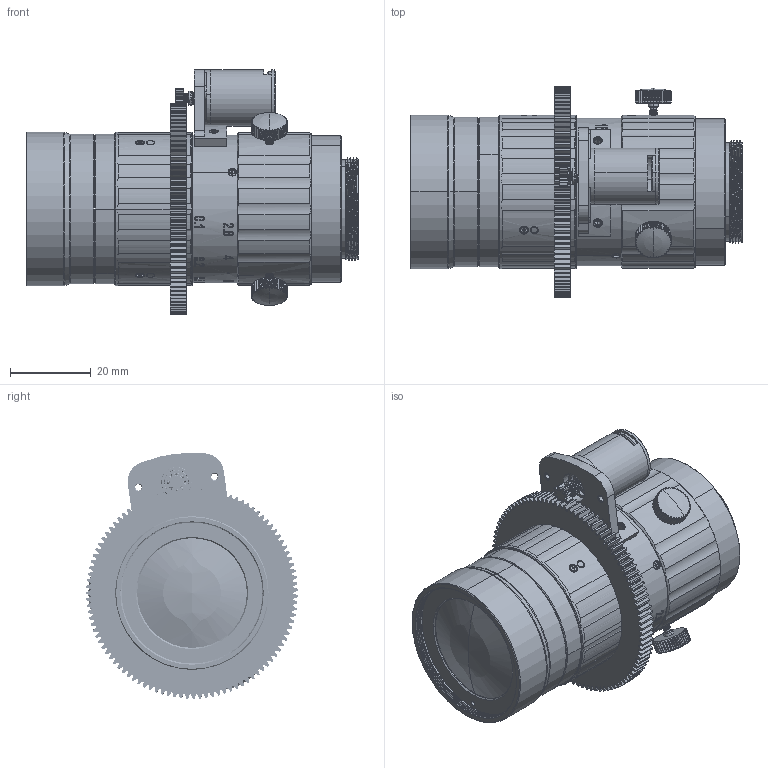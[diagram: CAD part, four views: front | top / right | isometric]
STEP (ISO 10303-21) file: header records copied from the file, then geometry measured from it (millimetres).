
FILE_DESCRIPTION(('FreeCAD Model'),'2;1');
FILE_NAME('Open CASCADE Shape Model','2025-01-21T14:12:42',('Author'),( ''),'Open CASCADE STEP processor 7.8','FreeCAD','Unknown');
FILE_SCHEMA(('AUTOMOTIVE_DESIGN { 1 0 10303 214 1 1 1 1 }'));
Length unit declared in the file: millimetre
Products named in the file (63): VA-LCM-20MP-16MM-F2.8-110-AF; 505_AF0; 506_AF0; 509_AF0; 507_AF0; 510_AF0; SOLID; COMPOUND002; COMPOUND; COMPOUND001; 201_AF0_ASM; 501_AF002; 501_AF0; 501_AF001; 302_AF0; 512_AF0; 301_AF0; 511_AF0; M14402001_AF0; M14402001_AF1; M14402001_AF2; 202_AF0_ASM; 502_AF0; 312_AF0; 311_AF0; 518_AF0; M14402001_AF3; M14402001_AF4; 521_AF0; 531_AF0; 531_AF1; 531_AF2; M14252001_AF0; M14252001_AF1; M14252001_AF2; 509_AF001; 50722_AF0; 12-CBD-V3_1_ASM; ASM0002_ASM; 692_ZZ_ROLLING_BEARINGS_618-2_G ...
Assembly tree (63 placements, depth 5):
  VA-LCM-20MP-16MM-F2.8-110-AF
    505_AF0
    506_AF0
    509_AF0
    507_AF0
    510_AF0
      SOLID
      COMPOUND002
        COMPOUND
        COMPOUND001
    201_AF0_ASM
      501_AF002
        501_AF0
        501_AF001
      302_AF0
      512_AF0
      301_AF0
      511_AF0
    M14402001_AF0
    M14402001_AF1
    M14402001_AF2
    202_AF0_ASM
      502_AF0
      312_AF0
      311_AF0
      518_AF0
    M14402001_AF3
    M14402001_AF4
    521_AF0
    531_AF0
    531_AF1
    531_AF2
    M14252001_AF0
    M14252001_AF1
    M14252001_AF2
    509_AF001
    50722_AF0
    12-CBD-V3_1_ASM
      ASM0002_ASM
        692_ZZ_ROLLING_BEARINGS_618-2_G
        12-____-CBD-2_1-14351
        M1_6X0_2____
        8-0_5______-CBD12
        M1_4X5_____________GB_CROSS_SCR  x2
        12-________
        BMB-NM-V12_ASM
          U1-1_SO-8-1-SOLID6
          U1-1_SO-8-1-SOLID7
          U1-1_SO-8-1-SOLID3
          U1-1_SO-8-1-SOLID1
          U1-1_SO-8-1-SOLID2
          BOARD-1-SOLID1
          U1-1_SO-8-1-SOLID8
          U1-1_SO-8-1-SOLID5
          U1-1_SO-8-1-SOLID9
          C1-1_USER_LIBRARY-0603_SMD_CAPA
          U1-1_SO-8-1-SOLID4
        ____-D4
        12-____________-SF
        12-____-CBD-3_1
Bounding box: 82.29 x 52.49 x 60.94 mm (x, y, z)
Volume: 29873.2 mm3; surface area: 44621.4 mm2
Topology: 53 solids, 55 shells, 3564 faces, 9788 edges, 6282 vertices
Faces by surface type: cylinder 1250, plane 780, bspline 604, cone 379, extrusion 299, torus 128, sphere 124
Entity records: 182329 total; most frequent: CARTESIAN_POINT 96316, ORIENTED_EDGE 19174, DIRECTION 15407, EDGE_CURVE 9593, VERTEX_POINT 6237, AXIS2_PLACEMENT_3D 5889, FACE_BOUND 3780, EDGE_LOOP 3780
